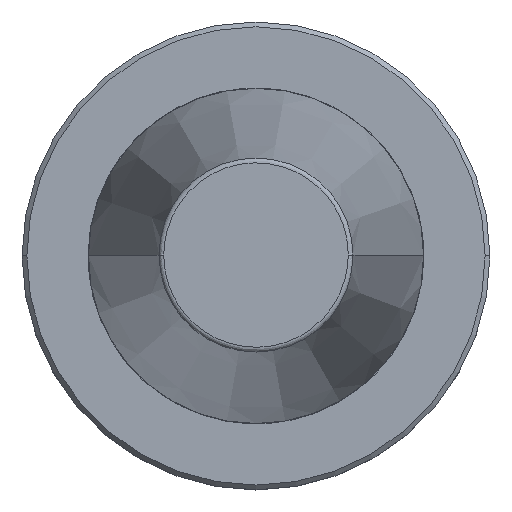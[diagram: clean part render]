
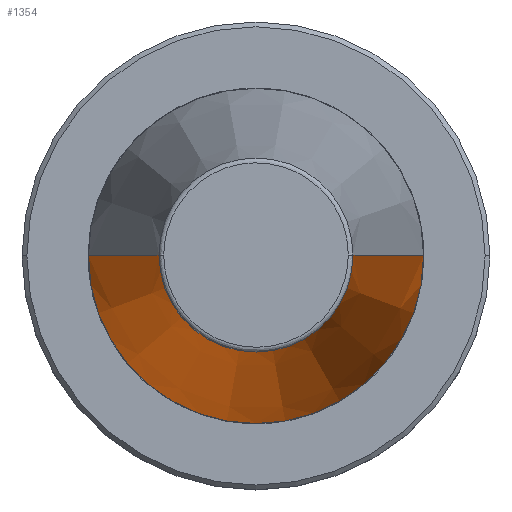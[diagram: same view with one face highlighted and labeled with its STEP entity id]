
A CAD part, top view. The second image highlights one B-rep face of the part: STEP entity #1354.
In plain terms, the highlighted conical face has half-angle 8.297 degrees and reference radius 34.925 mm.
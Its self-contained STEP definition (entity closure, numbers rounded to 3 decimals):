
#1 = DIRECTION ( 'NONE',  ( -1., 0., 0. ) ) ;
#98 = ORIENTED_EDGE ( 'NONE', *, *, #1044, .T. ) ;
#114 = VERTEX_POINT ( 'NONE', #743 ) ;
#118 = CARTESIAN_POINT ( 'NONE',  ( 20.211, 0., 100.894 ) ) ;
#138 = CARTESIAN_POINT ( 'NONE',  ( -20.211, 0., 100.894 ) ) ;
#147 = DIRECTION ( 'NONE',  ( -1., 0., 0. ) ) ;
#152 = DIRECTION ( 'NONE',  ( 0., 0., -1. ) ) ;
#153 = AXIS2_PLACEMENT_3D ( 'NONE', #156, #152, #147 ) ;
#156 = CARTESIAN_POINT ( 'NONE',  ( 0., 0., 100.894 ) ) ;
#159 = ORIENTED_EDGE ( 'NONE', *, *, #466, .T. ) ;
#272 = CARTESIAN_POINT ( 'NONE',  ( 0., 0., 0. ) ) ;
#282 = ORIENTED_EDGE ( 'NONE', *, *, #750, .F. ) ;
#313 = DIRECTION ( 'NONE',  ( 0., 0., -1. ) ) ;
#326 = DIRECTION ( 'NONE',  ( 0., 0., 1. ) ) ;
#460 = DIRECTION ( 'NONE',  ( -1., 0., 0. ) ) ;
#466 = EDGE_CURVE ( 'NONE', #681, #1451, #657, .T. ) ;
#536 = DIRECTION ( 'NONE',  ( -0.144, 0., -0.99 ) ) ;
#542 = CARTESIAN_POINT ( 'NONE',  ( -34.925, 0., 0. ) ) ;
#656 = EDGE_CURVE ( 'NONE', #968, #681, #1489, .T. ) ;
#657 = LINE ( 'NONE', #542, #1039 ) ;
#674 = DIRECTION ( 'NONE',  ( 0.144, 0., -0.99 ) ) ;
#681 = VERTEX_POINT ( 'NONE', #138 ) ;
#690 = CARTESIAN_POINT ( 'NONE',  ( 34.925, 0., 0. ) ) ;
#702 = ORIENTED_EDGE ( 'NONE', *, *, #656, .T. ) ;
#743 = CARTESIAN_POINT ( 'NONE',  ( 34.925, 0., 0. ) ) ;
#750 = EDGE_CURVE ( 'NONE', #968, #114, #1457, .T. ) ;
#962 = FACE_OUTER_BOUND ( 'NONE', #971, .T. ) ;
#968 = VERTEX_POINT ( 'NONE', #118 ) ;
#971 = EDGE_LOOP ( 'NONE', ( #282, #702, #159, #98 ) ) ;
#973 = CARTESIAN_POINT ( 'NONE',  ( -34.925, 0., 0. ) ) ;
#997 = CONICAL_SURFACE ( 'NONE', #1102, 34.925, 0.145 ) ;
#1039 = VECTOR ( 'NONE', #536, 1000. ) ;
#1044 = EDGE_CURVE ( 'NONE', #1451, #114, #1196, .T. ) ;
#1101 = CARTESIAN_POINT ( 'NONE',  ( 0., 0., 0. ) ) ;
#1102 = AXIS2_PLACEMENT_3D ( 'NONE', #1101, #313, #1 ) ;
#1109 = AXIS2_PLACEMENT_3D ( 'NONE', #272, #326, #460 ) ;
#1196 = CIRCLE ( 'NONE', #1109, 34.925 ) ;
#1354 = ADVANCED_FACE ( 'NONE', ( #962 ), #997, .T. ) ;
#1403 = VECTOR ( 'NONE', #674, 1000. ) ;
#1451 = VERTEX_POINT ( 'NONE', #973 ) ;
#1457 = LINE ( 'NONE', #690, #1403 ) ;
#1489 = CIRCLE ( 'NONE', #153, 20.211 ) ;
